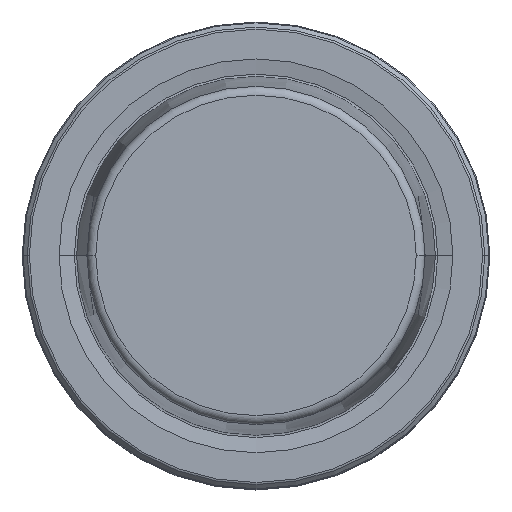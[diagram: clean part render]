
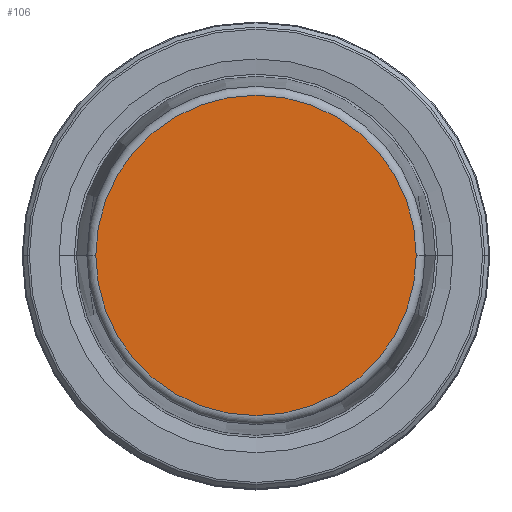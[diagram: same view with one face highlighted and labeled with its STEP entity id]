
A CAD part, top view. The second image highlights one B-rep face of the part: STEP entity #106.
In plain terms, the highlighted planar face has unit normal (0, 0, 1).
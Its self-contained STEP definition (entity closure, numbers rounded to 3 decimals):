
#71 = CARTESIAN_POINT ( 'NONE',  ( 0., 0., 31.9 ) ) ;
#106 = ADVANCED_FACE ( 'NONE', ( #2094 ), #2077, .F. ) ;
#180 = CARTESIAN_POINT ( 'NONE',  ( 0., 0., 31.9 ) ) ;
#243 = DIRECTION ( 'NONE',  ( 1., 0., 0. ) ) ;
#357 = DIRECTION ( 'NONE',  ( 1., 0., 0. ) ) ;
#361 = CARTESIAN_POINT ( 'NONE',  ( 21.581, 0., 31.9 ) ) ;
#420 = VERTEX_POINT ( 'NONE', #361 ) ;
#547 = ORIENTED_EDGE ( 'NONE', *, *, #2229, .T. ) ;
#821 = DIRECTION ( 'NONE',  ( 0., 0., -1. ) ) ;
#962 = EDGE_CURVE ( 'NONE', #420, #979, #1554, .T. ) ;
#979 = VERTEX_POINT ( 'NONE', #2185 ) ;
#1208 = CARTESIAN_POINT ( 'NONE',  ( 0., 0., 31.9 ) ) ;
#1285 = CIRCLE ( 'NONE', #2174, 21.581 ) ;
#1306 = DIRECTION ( 'NONE',  ( 0., 0., 1. ) ) ;
#1325 = AXIS2_PLACEMENT_3D ( 'NONE', #1208, #821, #2235 ) ;
#1419 = DIRECTION ( 'NONE',  ( 0., 0., 1. ) ) ;
#1554 = CIRCLE ( 'NONE', #1863, 21.581 ) ;
#1863 = AXIS2_PLACEMENT_3D ( 'NONE', #71, #1306, #243 ) ;
#2077 = PLANE ( 'NONE',  #1325 ) ;
#2094 = FACE_OUTER_BOUND ( 'NONE', #2134, .T. ) ;
#2118 = ORIENTED_EDGE ( 'NONE', *, *, #962, .T. ) ;
#2134 = EDGE_LOOP ( 'NONE', ( #2118, #547 ) ) ;
#2174 = AXIS2_PLACEMENT_3D ( 'NONE', #180, #1419, #357 ) ;
#2185 = CARTESIAN_POINT ( 'NONE',  ( -21.581, 0., 31.9 ) ) ;
#2229 = EDGE_CURVE ( 'NONE', #979, #420, #1285, .T. ) ;
#2235 = DIRECTION ( 'NONE',  ( -1., 0., 0. ) ) ;
